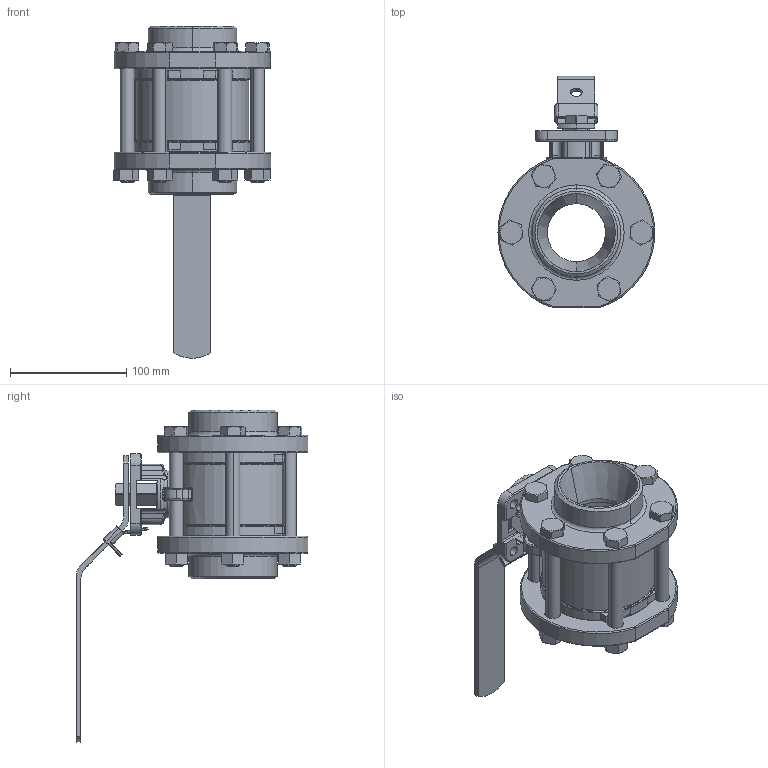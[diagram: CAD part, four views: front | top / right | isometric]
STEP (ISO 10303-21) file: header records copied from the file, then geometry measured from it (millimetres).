
FILE_DESCRIPTION (( 'STEP AP214' ), '1' );
FILE_NAME ('ZL9BK2I.STEP', '2010-09-29T05:51:08', ( 'Hsu22' ), ( 'Hollings' ), 'SwSTEP 2.0', 'SolidWorks 2008', '' );
FILE_SCHEMA (( 'AUTOMOTIVE_DESIGN' ));
Length unit declared in the file: millimetre
Products named in the file (7): SB85BK2IBEX0_預設; SAL9T10TWHADX0_預設; SDDL9T10GA2_預設; SHA0L9T10G0_預設; YNM12_預設; YSHM12-113_預設; ZL9BK2I
Assembly tree (17 placements, depth 2):
  ZL9BK2I
    YSHM12-113_預設  x6
    YNM12_預設  x6
    SDDL9T10GA2_預設
    SHA0L9T10G0_預設
    SAL9T10TWHADX0_預設
    SB85BK2IBEX0_預設  x2
Bounding box: 135.11 x 199.2 x 285.39 mm (x, y, z)
Volume: 756824.4 mm3; surface area: 220311.2 mm2
Topology: 17 solids, 17 shells, 822 faces, 1963 edges, 1167 vertices
Faces by surface type: cylinder 262, plane 244, cone 162, torus 68, bspline 54, sphere 32
Entity records: 20016 total; most frequent: CARTESIAN_POINT 6518, DIRECTION 2926, ORIENTED_EDGE 2734, EDGE_CURVE 1367, AXIS2_PLACEMENT_3D 1209, VERTEX_POINT 819, CIRCLE 676, EDGE_LOOP 622
